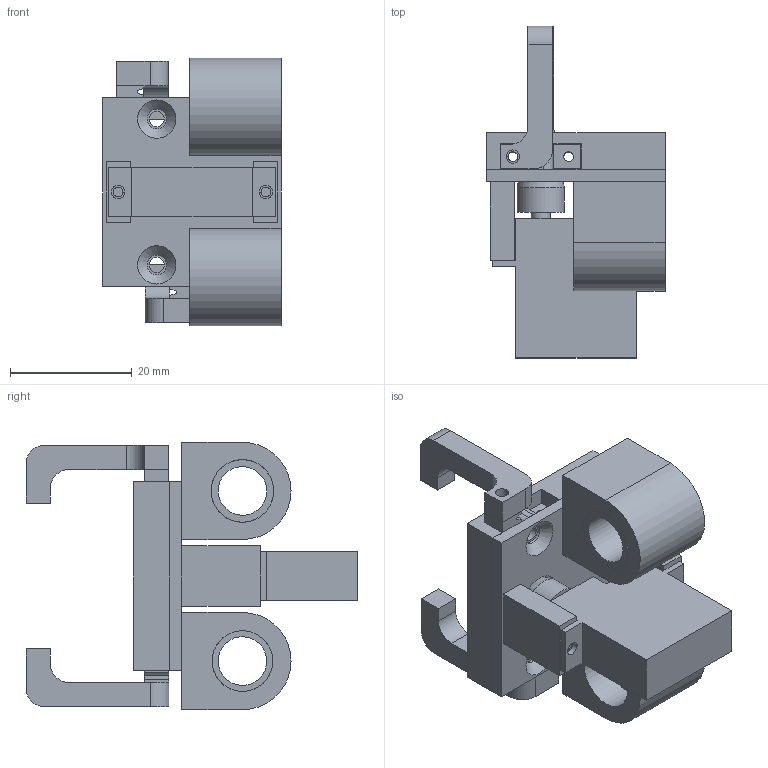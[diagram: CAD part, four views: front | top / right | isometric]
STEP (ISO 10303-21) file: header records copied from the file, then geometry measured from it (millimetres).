
FILE_DESCRIPTION(('FreeCAD Model'),'2;1');
FILE_NAME('Open CASCADE Shape Model','2022-11-28T01:28:25',(''),(''), 'Open CASCADE STEP processor 7.6','FreeCAD','Unknown');
FILE_SCHEMA(('AUTOMOTIVE_DESIGN { 1 0 10303 214 1 1 1 1 }'));
Length unit declared in the file: millimetre
Products named in the file (15): ZB_Greifarm; Servo_S706MG_001; Führungsplatte_001; Servohalter_001; Boden_001; Schlitten_001; Zahnrad_05_10_001; Zahnstange_001; Servohalter_002; Zahnstange_002; Gewindeschlitten_001; T8_Mutter_001; Gleitlager_8mm_001; Greifarm_gerade_001; Greifarm_gerade_002
Assembly tree (14 placements, depth 2):
  ZB_Greifarm
    Servo_S706MG_001
    Führungsplatte_001
    Servohalter_001
    Boden_001
    Schlitten_001
    Zahnrad_05_10_001
    Zahnstange_001
    Servohalter_002
    Zahnstange_002
    Gewindeschlitten_001
    T8_Mutter_001
    Gleitlager_8mm_001
    Greifarm_gerade_001
    Greifarm_gerade_002
Bounding box: 29.3 x 54.6 x 44 mm (x, y, z)
Volume: 17954.4 mm3; surface area: 16549.4 mm2
Topology: 14 solids, 14 shells, 438 faces, 1229 edges, 819 vertices
Faces by surface type: plane 286, cylinder 101, extrusion 40, cone 11
Full cylindrical faces by diameter (mm): 1.6 x8, 2.2 x8, 2.5 x6, 3.2 x12, 7.8 x1, 8 x4, 10 x2, 10.3 x2
Entity records: 32222 total; most frequent: CARTESIAN_POINT 7497, DIRECTION 4386, VECTOR 2999, LINE 2959, ORIENTED_EDGE 2458, PCURVE 2458, DEFINITIONAL_REPRESENTATION 2458, EDGE_CURVE 1229
